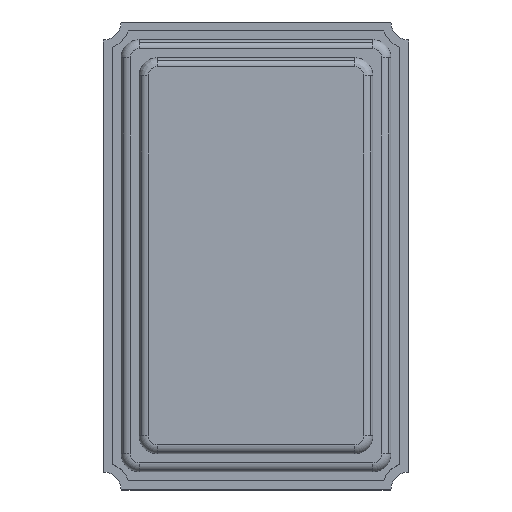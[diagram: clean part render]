
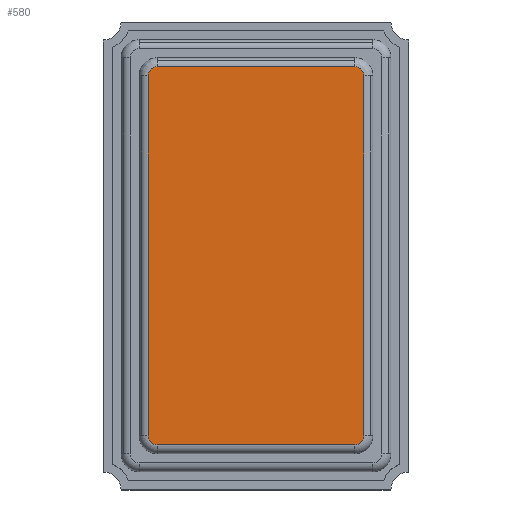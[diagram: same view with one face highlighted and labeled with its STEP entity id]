
A CAD part, top view. The second image highlights one B-rep face of the part: STEP entity #580.
In plain terms, the highlighted planar face has unit normal (0, 0, 1).
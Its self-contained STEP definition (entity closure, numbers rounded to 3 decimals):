
#80=CARTESIAN_POINT('',(-1.1,2.1,1.8));
#81=VERTEX_POINT('',#80);
#89=CARTESIAN_POINT('',(1.1,2.1,1.8));
#90=VERTEX_POINT('',#89);
#91=CARTESIAN_POINT('',(-1.1,2.1,1.8));
#92=DIRECTION('',(1.0,0.0,0.0));
#93=VECTOR('',#92,2.2);
#94=LINE('',#91,#93);
#95=EDGE_CURVE('',#81,#90,#94,.T.);
#122=CARTESIAN_POINT('',(-1.2,-2.,1.8));
#123=VERTEX_POINT('',#122);
#131=CARTESIAN_POINT('',(-1.2,2.,1.8));
#132=VERTEX_POINT('',#131);
#133=CARTESIAN_POINT('',(-1.2,-2.,1.8));
#134=DIRECTION('',(0.0,1.0,0.0));
#135=VECTOR('',#134,4.);
#136=LINE('',#133,#135);
#137=EDGE_CURVE('',#123,#132,#136,.T.);
#164=CARTESIAN_POINT('',(1.2,2.,1.8));
#165=VERTEX_POINT('',#164);
#173=CARTESIAN_POINT('',(1.2,-2.,1.8));
#174=VERTEX_POINT('',#173);
#175=CARTESIAN_POINT('',(1.2,2.,1.8));
#176=DIRECTION('',(0.0,-1.0,0.0));
#177=VECTOR('',#176,4.);
#178=LINE('',#175,#177);
#179=EDGE_CURVE('',#165,#174,#178,.T.);
#206=CARTESIAN_POINT('',(1.1,-2.1,1.8));
#207=VERTEX_POINT('',#206);
#215=CARTESIAN_POINT('',(-1.1,-2.1,1.8));
#216=VERTEX_POINT('',#215);
#217=CARTESIAN_POINT('',(1.1,-2.1,1.8));
#218=DIRECTION('',(-1.0,0.0,0.0));
#219=VECTOR('',#218,2.2);
#220=LINE('',#217,#219);
#221=EDGE_CURVE('',#207,#216,#220,.T.);
#281=CARTESIAN_POINT('',(1.1,-2.,1.8));
#282=DIRECTION('',(0.,0.,-1.));
#283=DIRECTION('',(0.707,-0.707,0.));
#284=AXIS2_PLACEMENT_3D('',#281,#282,#283);
#285=CIRCLE('',#284,0.1);
#286=EDGE_CURVE('',#174,#207,#285,.T.);
#306=CARTESIAN_POINT('',(-1.1,-2.,1.8));
#307=DIRECTION('',(0.,0.,-1.));
#308=DIRECTION('',(-0.707,-0.707,0.));
#309=AXIS2_PLACEMENT_3D('',#306,#307,#308);
#310=CIRCLE('',#309,0.1);
#311=EDGE_CURVE('',#216,#123,#310,.T.);
#447=CARTESIAN_POINT('',(1.1,2.,1.8));
#448=DIRECTION('',(0.,0.,-1.));
#449=DIRECTION('',(0.707,0.707,0.));
#450=AXIS2_PLACEMENT_3D('',#447,#448,#449);
#451=CIRCLE('',#450,0.1);
#452=EDGE_CURVE('',#90,#165,#451,.T.);
#520=CARTESIAN_POINT('',(-1.1,2.,1.8));
#521=DIRECTION('',(0.,0.,-1.));
#522=DIRECTION('',(-0.707,0.707,0.));
#523=AXIS2_PLACEMENT_3D('',#520,#521,#522);
#524=CIRCLE('',#523,0.1);
#525=EDGE_CURVE('',#132,#81,#524,.T.);
#565=CARTESIAN_POINT('',(0.,0.,1.8));
#566=DIRECTION('',(0.0,0.0,1.0));
#567=DIRECTION('',(0.0,1.0,0.0));
#568=AXIS2_PLACEMENT_3D('',#565,#566,#567);
#569=PLANE('',#568);
#570=ORIENTED_EDGE('',*,*,#221,.F.);
#571=ORIENTED_EDGE('',*,*,#286,.F.);
#572=ORIENTED_EDGE('',*,*,#179,.F.);
#573=ORIENTED_EDGE('',*,*,#452,.F.);
#574=ORIENTED_EDGE('',*,*,#95,.F.);
#575=ORIENTED_EDGE('',*,*,#525,.F.);
#576=ORIENTED_EDGE('',*,*,#137,.F.);
#577=ORIENTED_EDGE('',*,*,#311,.F.);
#578=EDGE_LOOP('',(#570,#571,#572,#573,#574,#575,#576,#577));
#579=FACE_OUTER_BOUND('',#578,.T.);
#580=ADVANCED_FACE('',(#579),#569,.T.);
